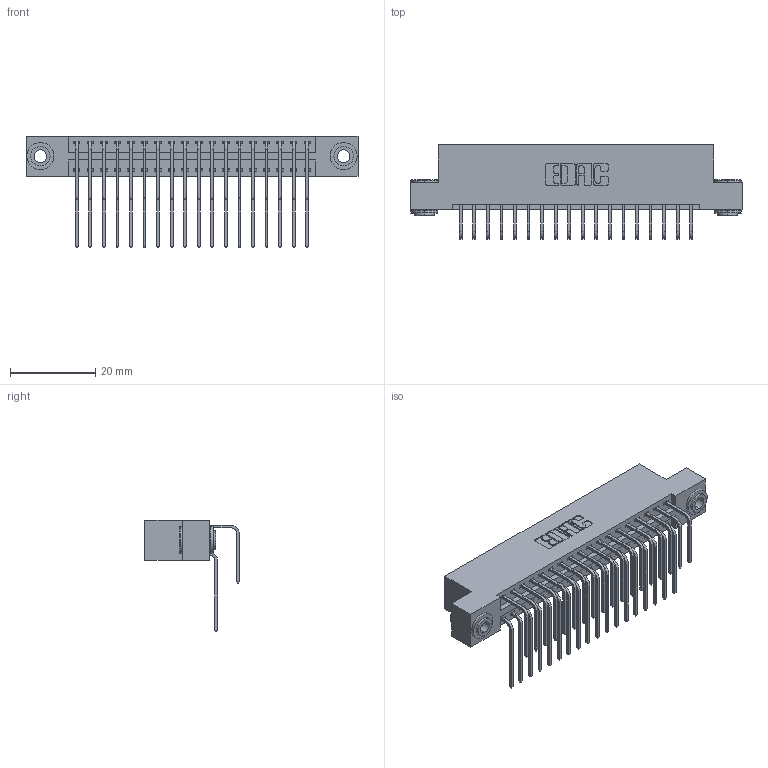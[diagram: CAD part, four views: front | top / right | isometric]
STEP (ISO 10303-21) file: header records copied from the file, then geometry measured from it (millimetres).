
FILE_DESCRIPTION (( 'STEP AP203' ), '1' );
FILE_NAME ('346-036-558-203.STEP', '2018-08-24T02:30:26', ( '' ), ( '' ), 'SwSTEP 2.0', 'SolidWorks 2016', '' );
FILE_SCHEMA (( 'CONFIG_CONTROL_DESIGN' ));
Length unit declared in the file: inch
Products named in the file (5): 346 Part_Flush Mounting Lugs - 0.156 Dia-TH; 345-292-001_558 559 Tail - 1; 345-292-001_558 Tail - 2; 345-250-002_345-250-002-102; 346-036-558-203
Assembly tree (39 placements, depth 2):
  346-036-558-203
    346 Part_Flush Mounting Lugs - 0.156 Dia-TH
    345-292-001_558 559 Tail - 1  x18
    345-292-001_558 Tail - 2  x18
    345-250-002_345-250-002-102  x2
Bounding box: 77.72 x 22.16 x 26.16 mm (x, y, z)
Volume: 7619.7 mm3; surface area: 11307.1 mm2
Topology: 39 solids, 39 shells, 2104 faces, 6201 edges, 4082 vertices
Faces by surface type: plane 1418, cylinder 678, cone 8
Entity records: 17412 total; most frequent: CARTESIAN_POINT 2930, ORIENTED_EDGE 2806, DIRECTION 2637, EDGE_CURVE 1403, LINE 1135, VECTOR 1135, VERTEX_POINT 930, AXIS2_PLACEMENT_3D 751
